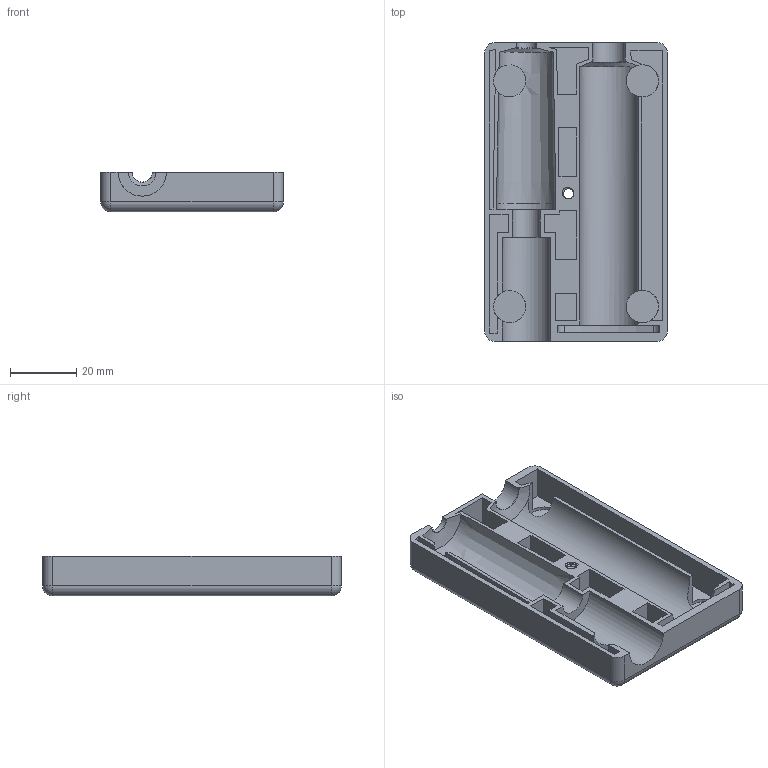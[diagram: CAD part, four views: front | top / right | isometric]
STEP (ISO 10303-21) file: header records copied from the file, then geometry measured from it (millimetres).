
FILE_DESCRIPTION(/* description */ ('STEP AP242','CAx-IF Rec.Pracs.---Representation and Presentation of Product Manufacturing Information (PMI)---4.0---2014-10-13','CAx-IF Rec.Pracs.---3D Tessellated Geometry---0.4---2014-09-14','2;1'),/* implementation_level */ '2;1');
FILE_NAME(/* name */ '62d9a8f26d5bdf60986cd562',/* time_stamp */ '2022-07-21T19:28:51+00:00',/* author */ (''),/* organization */ (''),/* preprocessor_version */ 'ST-DEVELOPER v18.102',/* originating_system */ ' ',/* authorisation */ ' ');
FILE_SCHEMA (('AP242_MANAGED_MODEL_BASED_3D_ENGINEERING_MIM_LF { 1 0 10303 442 1 1 4 }'));
Length unit declared in the file: metre
Products named in the file (1): bottomCover
Bounding box: 55 x 90 x 12 mm (x, y, z)
Volume: 28186.4 mm3; surface area: 20724.1 mm2
Topology: 1 solids, 1 shells, 104 faces, 286 edges, 184 vertices
Faces by surface type: plane 70, cylinder 22, cone 5, sphere 4, bspline 3
Full cylindrical faces by diameter (mm): 9.75 x4
Entity records: 5675 total; most frequent: CARTESIAN_POINT 3065, ORIENTED_EDGE 548, DIRECTION 518, EDGE_CURVE 274, LINE 204, VECTOR 204, VERTEX_POINT 180, AXIS2_PLACEMENT_3D 157
